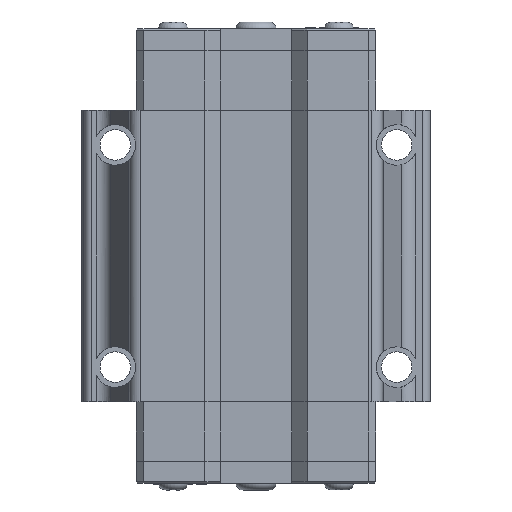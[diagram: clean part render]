
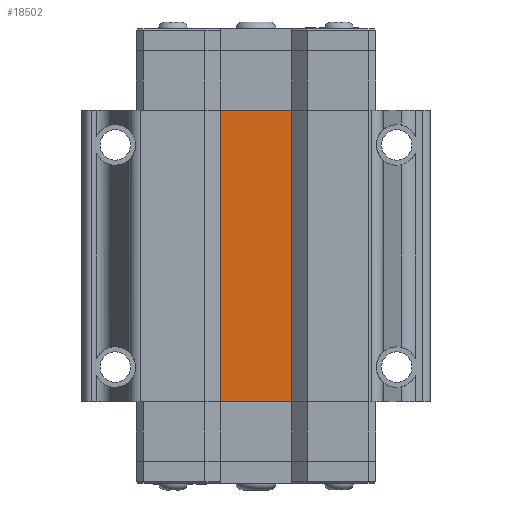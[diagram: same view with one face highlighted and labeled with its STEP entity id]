
A CAD part, front view. The second image highlights one B-rep face of the part: STEP entity #18502.
In plain terms, the highlighted planar face has unit normal (0, -1, 0).
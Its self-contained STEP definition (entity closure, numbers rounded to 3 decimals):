
#76 = CARTESIAN_POINT ( 'NONE',  ( 4.949, 10.7, 39.4 ) ) ;
#380 = PLANE ( 'NONE',  #17685 ) ;
#932 = CARTESIAN_POINT ( 'NONE',  ( -4.949, 10.7, 39.4 ) ) ;
#1086 = CARTESIAN_POINT ( 'NONE',  ( -4.949, 10.7, 39.4 ) ) ;
#1193 = ORIENTED_EDGE ( 'NONE', *, *, #14339, .F. ) ;
#1281 = CARTESIAN_POINT ( 'NONE',  ( -4.949, 10.7, 39.4 ) ) ;
#1733 = CARTESIAN_POINT ( 'NONE',  ( 4.949, 10.7, 39.4 ) ) ;
#1997 = LINE ( 'NONE', #16237, #2332 ) ;
#2116 = VERTEX_POINT ( 'NONE', #76 ) ;
#2332 = VECTOR ( 'NONE', #22387, 1000. ) ;
#2521 = DIRECTION ( 'NONE',  ( -1., 0., 0. ) ) ;
#3391 = EDGE_CURVE ( 'NONE', #14187, #18044, #6212, .T. ) ;
#4753 = ORIENTED_EDGE ( 'NONE', *, *, #3391, .T. ) ;
#6212 = LINE ( 'NONE', #22576, #7322 ) ;
#7322 = VECTOR ( 'NONE', #20557, 1000. ) ;
#8331 = LINE ( 'NONE', #1733, #19064 ) ;
#10406 = VERTEX_POINT ( 'NONE', #18886 ) ;
#10735 = DIRECTION ( 'NONE',  ( 0., 1., 0. ) ) ;
#11382 = ORIENTED_EDGE ( 'NONE', *, *, #24673, .T. ) ;
#13425 = LINE ( 'NONE', #932, #15639 ) ;
#14187 = VERTEX_POINT ( 'NONE', #1086 ) ;
#14339 = EDGE_CURVE ( 'NONE', #2116, #10406, #8331, .T. ) ;
#15639 = VECTOR ( 'NONE', #21616, 1000. ) ;
#16034 = EDGE_LOOP ( 'NONE', ( #11382, #1193, #24500, #4753 ) ) ;
#16237 = CARTESIAN_POINT ( 'NONE',  ( -4.949, 10.7, 0. ) ) ;
#17685 = AXIS2_PLACEMENT_3D ( 'NONE', #1281, #10735, #2521 ) ;
#18044 = VERTEX_POINT ( 'NONE', #23810 ) ;
#18265 = DIRECTION ( 'NONE',  ( 0., 0., -1. ) ) ;
#18502 = ADVANCED_FACE ( 'NONE', ( #18788 ), #380, .F. ) ;
#18788 = FACE_OUTER_BOUND ( 'NONE', #16034, .T. ) ;
#18886 = CARTESIAN_POINT ( 'NONE',  ( 4.949, 10.7, 0. ) ) ;
#19064 = VECTOR ( 'NONE', #18265, 1000. ) ;
#20557 = DIRECTION ( 'NONE',  ( 0., 0., -1. ) ) ;
#21616 = DIRECTION ( 'NONE',  ( 1., 0., 0. ) ) ;
#22387 = DIRECTION ( 'NONE',  ( 1., 0., 0. ) ) ;
#22576 = CARTESIAN_POINT ( 'NONE',  ( -4.949, 10.7, 39.4 ) ) ;
#23810 = CARTESIAN_POINT ( 'NONE',  ( -4.949, 10.7, 0. ) ) ;
#24500 = ORIENTED_EDGE ( 'NONE', *, *, #25050, .F. ) ;
#24673 = EDGE_CURVE ( 'NONE', #18044, #10406, #1997, .T. ) ;
#25050 = EDGE_CURVE ( 'NONE', #14187, #2116, #13425, .T. ) ;
